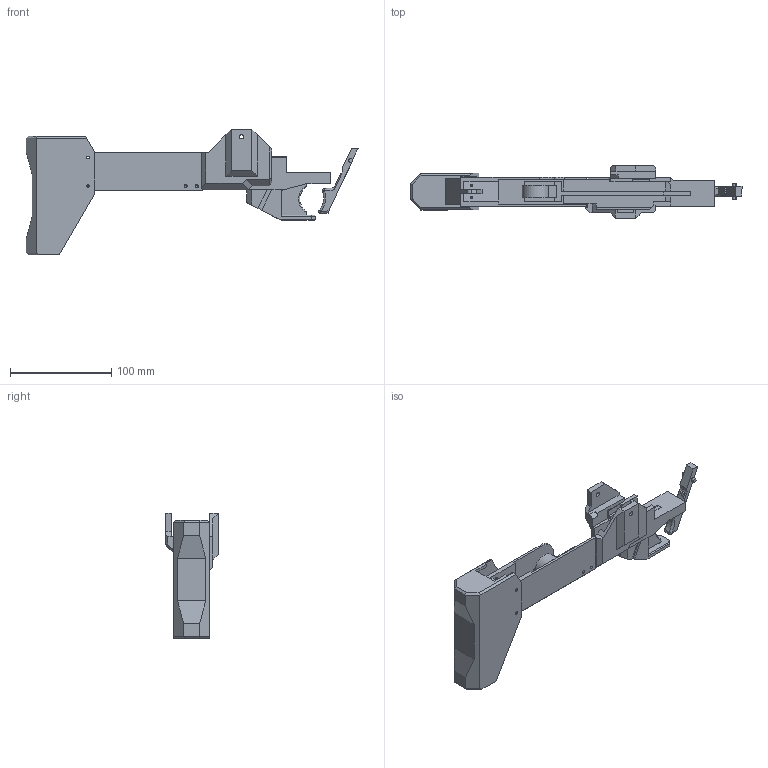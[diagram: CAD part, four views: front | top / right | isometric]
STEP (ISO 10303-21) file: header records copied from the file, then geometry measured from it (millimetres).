
FILE_DESCRIPTION(/* description */ (''),/* implementation_level */ '2;1');
FILE_NAME(/* name */ '76 relocated grip v42.step',/* time_stamp */ '2023-02-26T17:10:17-08:00',/* author */ (''),/* organization */ (''),/* preprocessor_version */ 'ST-DEVELOPER v19.2',/* originating_system */ 'Autodesk Translation Framework v11.17.0.187',/* authorisation */ '');
FILE_SCHEMA (('AUTOMOTIVE_DESIGN { 1 0 10303 214 3 1 1 }'));
Length unit declared in the file: millimetre
Products named in the file (7): 76 relocated grip; 76 Mag Release v19; Front; Trigger; Rear; Battery Stock; Trigger Circle
Assembly tree (6 placements, depth 2):
  76 relocated grip
    76 Mag Release v19
    Front
    Trigger
    Rear
    Battery Stock
    Trigger Circle
Bounding box: 327.72 x 52 x 123.95 mm (x, y, z)
Volume: 199379.5 mm3; surface area: 110343.3 mm2
Topology: 6 solids, 6 shells, 355 faces, 992 edges, 645 vertices
Faces by surface type: plane 286, cylinder 55, bspline 6, torus 4, sphere 4
Full cylindrical faces by diameter (mm): 2.3 x4, 2.4 x9, 2.5 x2, 2.7 x4, 3 x8, 4.2 x2, 6 x2, 6.1 x1, 26 x1
Entity records: 11972 total; most frequent: CARTESIAN_POINT 2448, ORIENTED_EDGE 1988, DIRECTION 1830, EDGE_CURVE 994, LINE 846, VECTOR 846, VERTEX_POINT 645, AXIS2_PLACEMENT_3D 492
